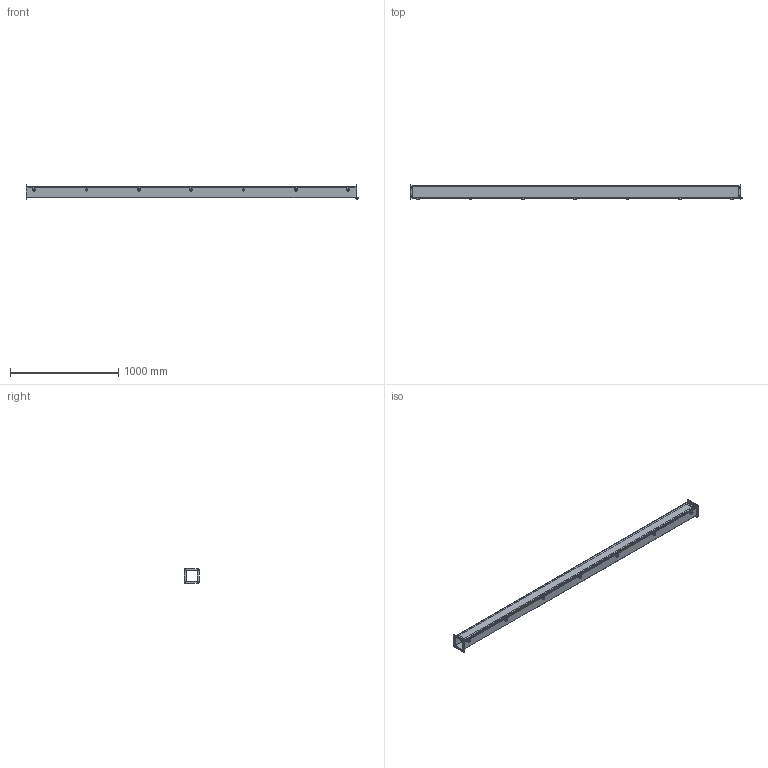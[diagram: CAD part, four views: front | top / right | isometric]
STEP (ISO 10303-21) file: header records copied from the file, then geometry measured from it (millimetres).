
FILE_DESCRIPTION (( 'STEP AP203' ), '1' );
FILE_NAME ('1487C120SS.step', '2020-11-17T21:11:23', ( 'ADC123' ), ( 'Microsoft' ), 'SwSTEP 2.0', 'SolidWorks 2019', '' );
FILE_SCHEMA (( 'CONFIG_CONTROL_DESIGN' ));
Length unit declared in the file: inch
Products named in the file (1): 1487C120SS
Bounding box: 3061.86 x 141.01 x 136.53 mm (x, y, z)
Volume: 3339439.3 mm3; surface area: 3344582.6 mm2
Topology: 60 solids, 60 shells, 1180 faces, 3044 edges, 2008 vertices
Faces by surface type: plane 766, cylinder 315, bspline 48, cone 35, torus 16
Full cylindrical faces by diameter (mm): 4.572 x8, 4.976 x1, 5.41 x7, 6.35 x8, 6.553 x1, 7.137 x16, 12.192 x7, 12.7 x1
Entity records: 39812 total; most frequent: CARTESIAN_POINT 11477, ORIENTED_EDGE 5848, DIRECTION 5616, EDGE_CURVE 2924, VECTOR 2012, LINE 2012, VERTEX_POINT 1978, AXIS2_PLACEMENT_3D 1802
